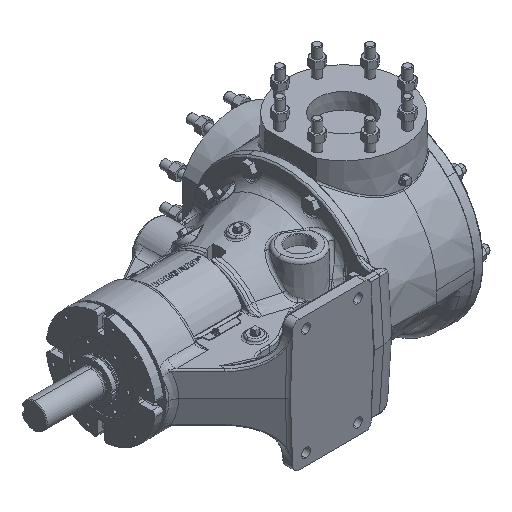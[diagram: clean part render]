
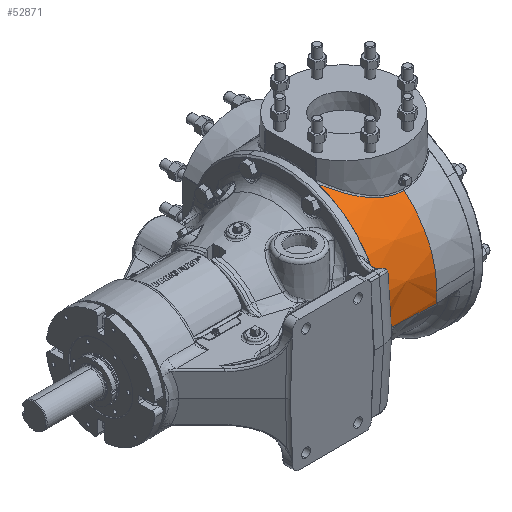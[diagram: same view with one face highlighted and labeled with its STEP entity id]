
A CAD part, isometric view. The second image highlights one B-rep face of the part: STEP entity #52871.
In plain terms, the highlighted conical face has half-angle 2 degrees and reference radius 177.8 mm.
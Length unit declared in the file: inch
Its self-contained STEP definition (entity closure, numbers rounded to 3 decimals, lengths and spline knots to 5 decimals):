
#1861 = CARTESIAN_POINT ( 'NONE',  ( 2.95378, -4.48987, 5.50967 ) ) ;
#4389 = CARTESIAN_POINT ( 'NONE',  ( 0.22358, -2.52156, 6.54544 ) ) ;
#8396 = ORIENTED_EDGE ( 'NONE', *, *, #123525, .T. ) ;
#11287 = VERTEX_POINT ( 'NONE', #119958 ) ;
#12761 = DIRECTION ( 'NONE',  ( 0., 1., 0. ) ) ;
#12830 = EDGE_LOOP ( 'NONE', ( #61292, #32925, #153187, #93242, #136807, #8396 ) ) ;
#13158 = LINE ( 'NONE', #26815, #86433 ) ;
#15564 = CARTESIAN_POINT ( 'NONE',  ( 0.40515, -2.77533, 6.44692 ) ) ;
#15835 = AXIS2_PLACEMENT_3D ( 'NONE', #20550, #18902, #19724 ) ;
#17236 = CARTESIAN_POINT ( 'NONE',  ( 0.6691, -3.09641, 6.30917 ) ) ;
#18902 = DIRECTION ( 'NONE',  ( 1., 0., 0. ) ) ;
#19724 = DIRECTION ( 'NONE',  ( 0., 0., -1. ) ) ;
#20074 = EDGE_CURVE ( 'NONE', #35957, #92568, #37706, .T. ) ;
#20550 = CARTESIAN_POINT ( 'NONE',  ( 0.015, 0., 0. ) ) ;
#25803 = CARTESIAN_POINT ( 'NONE',  ( 4.14, -4.6418, 5.43678 ) ) ;
#26259 = EDGE_CURVE ( 'NONE', #11287, #35957, #74945, .T. ) ;
#26815 = CARTESIAN_POINT ( 'NONE',  ( -200.57377, 0., 0. ) ) ;
#28351 = CARTESIAN_POINT ( 'NONE',  ( 4.14, -7.14876, 0. ) ) ;
#30078 = CARTESIAN_POINT ( 'NONE',  ( 1.34872, -3.72053, 5.99167 ) ) ;
#30294 = CARTESIAN_POINT ( 'NONE',  ( 4.14, 0., 0. ) ) ;
#30914 = CARTESIAN_POINT ( 'NONE',  ( 0.015, -2.15734, 6.66423 ) ) ;
#32925 = ORIENTED_EDGE ( 'NONE', *, *, #42816, .T. ) ;
#33463 = B_SPLINE_CURVE_WITH_KNOTS ( 'NONE', 3,
 ( #95990, #109723, #132868, #132033, #55738, #108884, #79744, #70285, #1861, #68577, #82289, #160221, #134558, #92601, #95141, #67738, #108001, #42917, #30078, #66883, #119197, #17236, #148242, #69412, #15564, #4389, #56612, #30914 ),
 .UNSPECIFIED., .F., .F.,
 ( 4, 2, 2, 2, 2, 2, 2, 2, 2, 2, 2, 2, 2, 4 ),
 ( 0., 0.01665, 0.02081, 0.02498, 0.0333, 0.04995, 0.05412, 0.05828, 0.0666, 0.08326, 0.09991, 0.10823, 0.11656, 0.13321 ),
 .UNSPECIFIED. ) ;
#35957 = VERTEX_POINT ( 'NONE', #28351 ) ;
#36713 = CONICAL_SURFACE ( 'NONE', #77770, 7., 0.035 ) ;
#37706 = CIRCLE ( 'NONE', #117078, 7.14876 ) ;
#40376 = CARTESIAN_POINT ( 'NONE',  ( -0.12, 0., 0. ) ) ;
#41538 = CARTESIAN_POINT ( 'NONE',  ( 0.015, -6.9525, -0.85366 ) ) ;
#42816 = EDGE_CURVE ( 'NONE', #82180, #168626, #89657, .T. ) ;
#42917 = CARTESIAN_POINT ( 'NONE',  ( 1.51681, -3.84031, 5.92215 ) ) ;
#52095 = CARTESIAN_POINT ( 'NONE',  ( 4.14, 0., 0. ) ) ;
#52871 = ADVANCED_FACE ( 'Defeatured_0_3419', ( #95142 ), #36713, .T. ) ;
#55738 = CARTESIAN_POINT ( 'NONE',  ( 3.37785, -4.57959, 5.45458 ) ) ;
#55964 = DIRECTION ( 'NONE',  ( 1., 0., 0. ) ) ;
#56612 = CARTESIAN_POINT ( 'NONE',  ( 0.1136, -2.344, 6.60742 ) ) ;
#61292 = ORIENTED_EDGE ( 'NONE', *, *, #120042, .T. ) ;
#66883 = CARTESIAN_POINT ( 'NONE',  ( 1.03076, -3.46119, 6.13238 ) ) ;
#67738 = CARTESIAN_POINT ( 'NONE',  ( 1.87503, -4.05655, 5.79033 ) ) ;
#68577 = CARTESIAN_POINT ( 'NONE',  ( 2.64576, -4.40131, 5.5673 ) ) ;
#69412 = CARTESIAN_POINT ( 'NONE',  ( 0.46845, -2.85782, 6.41316 ) ) ;
#70285 = CARTESIAN_POINT ( 'NONE',  ( 3.05801, -4.51603, 5.49292 ) ) ;
#74945 = CIRCLE ( 'NONE', #96858, 7.14876 ) ;
#76096 = DIRECTION ( 'NONE',  ( 1., 0., 0. ) ) ;
#77333 = DIRECTION ( 'NONE',  ( 0.999, -0.035, -0.004 ) ) ;
#77770 = AXIS2_PLACEMENT_3D ( 'NONE', #40376, #158547, #78913 ) ;
#78913 = DIRECTION ( 'NONE',  ( 0., 1., 0. ) ) ;
#79744 = CARTESIAN_POINT ( 'NONE',  ( 3.21687, -4.55002, 5.47197 ) ) ;
#82180 = VERTEX_POINT ( 'NONE', #134698 ) ;
#82289 = CARTESIAN_POINT ( 'NONE',  ( 2.44663, -4.32887, 5.61552 ) ) ;
#86433 = VECTOR ( 'NONE', #77333, 39.37008 ) ;
#89657 = CIRCLE ( 'NONE', #15835, 7.00471 ) ;
#92568 = VERTEX_POINT ( 'NONE', #150723 ) ;
#92601 = CARTESIAN_POINT ( 'NONE',  ( 2.0616, -4.15367, 5.72888 ) ) ;
#93242 = ORIENTED_EDGE ( 'NONE', *, *, #20074, .F. ) ;
#95141 = CARTESIAN_POINT ( 'NONE',  ( 2.01457, -4.12994, 5.744 ) ) ;
#95142 = FACE_OUTER_BOUND ( 'NONE', #12830, .T. ) ;
#95990 = CARTESIAN_POINT ( 'NONE',  ( 4.14, -4.6418, 5.43678 ) ) ;
#96858 = AXIS2_PLACEMENT_3D ( 'NONE', #52095, #76096, #12761 ) ;
#107760 = VERTEX_POINT ( 'NONE', #150820 ) ;
#108001 = CARTESIAN_POINT ( 'NONE',  ( 1.78403, -4.00468, 5.82253 ) ) ;
#108229 = DIRECTION ( 'NONE',  ( 0., 1., 0. ) ) ;
#108884 = CARTESIAN_POINT ( 'NONE',  ( 3.27024, -4.56048, 5.46568 ) ) ;
#109723 = CARTESIAN_POINT ( 'NONE',  ( 3.92032, -4.64187, 5.42662 ) ) ;
#112503 = EDGE_CURVE ( 'NONE', #168626, #92568, #13158, .T. ) ;
#117078 = AXIS2_PLACEMENT_3D ( 'NONE', #30294, #55964, #108229 ) ;
#118303 = CARTESIAN_POINT ( 'NONE',  ( 4.14, -4.64181, 5.43676 ) ) ;
#119197 = CARTESIAN_POINT ( 'NONE',  ( 0.88085, -3.32158, 6.20364 ) ) ;
#119958 = CARTESIAN_POINT ( 'NONE',  ( 4.14, -4.64184, 5.43674 ) ) ;
#120042 = EDGE_CURVE ( 'NONE', #107760, #82180, #33463, .T. ) ;
#123525 = EDGE_CURVE ( 'NONE', #11287, #107760, #167197, .T. ) ;
#132033 = CARTESIAN_POINT ( 'NONE',  ( 3.43189, -4.58821, 5.44979 ) ) ;
#132868 = CARTESIAN_POINT ( 'NONE',  ( 3.70232, -4.62648, 5.42986 ) ) ;
#134558 = CARTESIAN_POINT ( 'NONE',  ( 2.15669, -4.19965, 5.69939 ) ) ;
#134698 = CARTESIAN_POINT ( 'NONE',  ( 0.015, -2.15734, 6.66423 ) ) ;
#136807 = ORIENTED_EDGE ( 'NONE', *, *, #26259, .F. ) ;
#143133 = CARTESIAN_POINT ( 'NONE',  ( 4.14, -4.64182, 5.43675 ) ) ;
#148242 = CARTESIAN_POINT ( 'NONE',  ( 0.60068, -3.01868, 6.34415 ) ) ;
#150723 = CARTESIAN_POINT ( 'NONE',  ( 4.14, -7.09548, -0.87121 ) ) ;
#150820 = CARTESIAN_POINT ( 'NONE',  ( 4.14, -4.6418, 5.43678 ) ) ;
#153187 = ORIENTED_EDGE ( 'NONE', *, *, #112503, .T. ) ;
#156797 = CARTESIAN_POINT ( 'NONE',  ( 4.14, -4.64184, 5.43674 ) ) ;
#158547 = DIRECTION ( 'NONE',  ( 1., 0., 0. ) ) ;
#160221 = CARTESIAN_POINT ( 'NONE',  ( 2.20477, -4.2219, 5.68501 ) ) ;
#167197 = B_SPLINE_CURVE_WITH_KNOTS ( 'NONE', 3,
 ( #156797, #143133, #118303, #25803 ),
 .UNSPECIFIED., .F., .F.,
 ( 4, 4 ),
 ( 0., 0. ),
 .UNSPECIFIED. ) ;
#168626 = VERTEX_POINT ( 'NONE', #41538 ) ;
